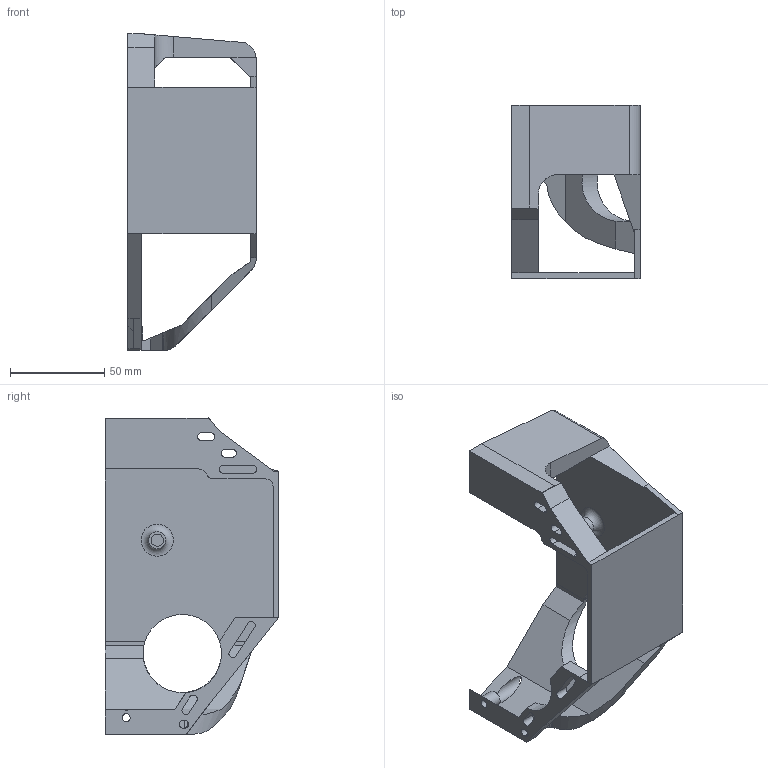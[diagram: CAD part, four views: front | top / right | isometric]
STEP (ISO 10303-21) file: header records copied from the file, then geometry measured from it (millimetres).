
FILE_DESCRIPTION(/* description */ (''),/* implementation_level */ '2;1');
FILE_NAME(/* name */ '',/* time_stamp */ '2024-10-04T18:31:15+03:00',/* author */ ('Phantom'),/* organization */ (''),/* preprocessor_version */ 'ST-DEVELOPER v20',/* originating_system */ 'Autodesk Inventor 2025',/* authorisation */ '');
FILE_SCHEMA (('AUTOMOTIVE_DESIGN { 1 0 10303 214 3 1 1 }'));
Length unit declared in the file: millimetre
Products named in the file (3): единое крепление; крепл для колёс 
встав часть. вторая 
часть; крепл для колёс 
встав часть
Assembly tree (2 placements, depth 2):
  единое крепление
    крепл для колёс 
встав часть. вторая 
часть
    крепл для колёс 
встав часть
Bounding box: 68 x 91.84 x 167.73 mm (x, y, z)
Volume: 118629.4 mm3; surface area: 55788.3 mm2
Topology: 2 solids, 2 shells, 111 faces, 317 edges, 215 vertices
Faces by surface type: plane 70, cylinder 32, bspline 8, torus 1
Full cylindrical faces by diameter (mm): 4.2 x1, 6.5 x1, 8 x1, 9 x1
Entity records: 4088 total; most frequent: CARTESIAN_POINT 1029, ORIENTED_EDGE 630, DIRECTION 586, EDGE_CURVE 315, LINE 216, VECTOR 216, VERTEX_POINT 207, AXIS2_PLACEMENT_3D 185
